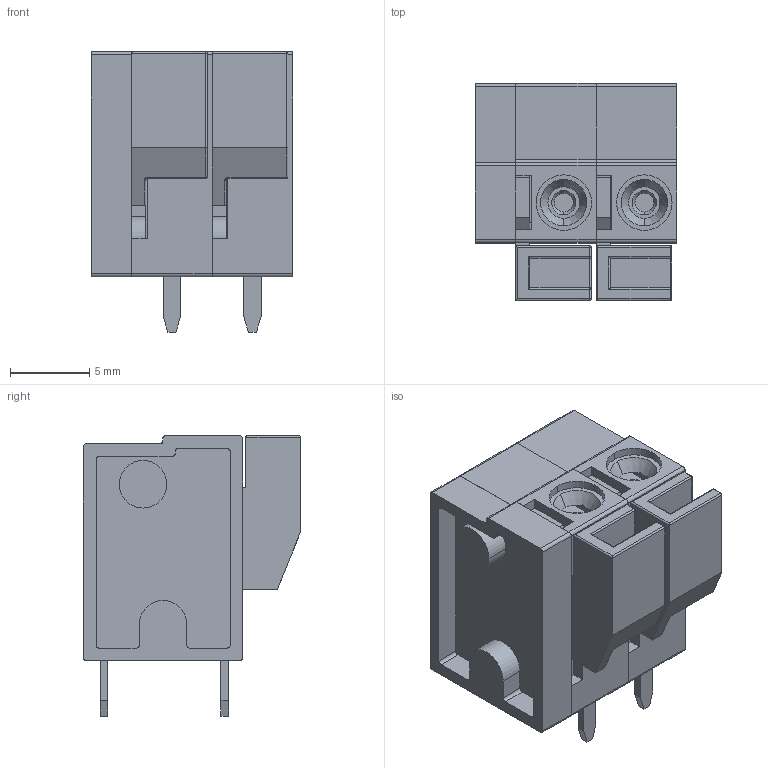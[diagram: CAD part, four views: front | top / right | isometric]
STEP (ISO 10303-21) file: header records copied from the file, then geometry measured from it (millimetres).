
FILE_DESCRIPTION (( 'STEP AP214' ), '1' );
FILE_NAME ('CONN-TH_P5.08_KF142V-5.08-2P.step', '2022-08-02T18:44:01', ( '' ), ( '' ), 'SwSTEP 2.0', 'SolidWorks 2020', '' );
FILE_SCHEMA (( 'AUTOMOTIVE_DESIGN' ));
Length unit declared in the file: millimetre
Products named in the file (1): CONN-TH_P5.08_KF142V-5.08-2P
Bounding box: 12.7 x 13.7 x 17.7 mm (x, y, z)
Volume: 1524.5 mm3; surface area: 2603.5 mm2
Topology: 16 solids, 16 shells, 658 faces, 1757 edges, 1138 vertices
Faces by surface type: plane 390, bspline 148, cylinder 90, sphere 12, torus 10, cone 8
Entity records: 28550 total; most frequent: CARTESIAN_POINT 7276, ORIENTED_EDGE 3490, DIRECTION 2629, EDGE_CURVE 1745, LINE 1239, VECTOR 1239, VERTEX_POINT 1138, EDGE_LOOP 697
